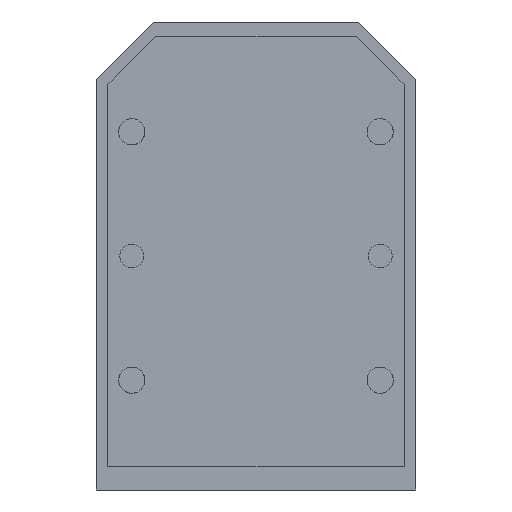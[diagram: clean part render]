
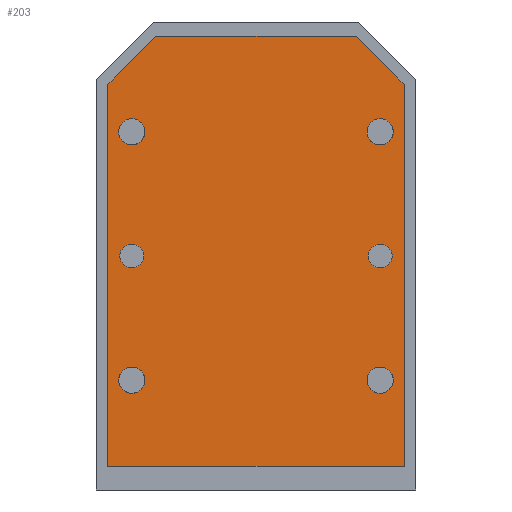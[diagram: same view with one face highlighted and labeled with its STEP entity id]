
A CAD part, left-side view. The second image highlights one B-rep face of the part: STEP entity #203.
In plain terms, the highlighted planar face has unit normal (-1, 0, 0).
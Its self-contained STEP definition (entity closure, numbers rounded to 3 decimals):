
#203 = ADVANCED_FACE( '', ( #514, #515, #516, #517, #518, #519, #520 ), #521, .F. );
#514 = FACE_BOUND( '', #1014, .T. );
#515 = FACE_BOUND( '', #1015, .T. );
#516 = FACE_BOUND( '', #1016, .T. );
#517 = FACE_BOUND( '', #1017, .T. );
#518 = FACE_BOUND( '', #1018, .T. );
#519 = FACE_BOUND( '', #1019, .T. );
#520 = FACE_OUTER_BOUND( '', #1020, .T. );
#521 = PLANE( '', #1021 );
#1014 = EDGE_LOOP( '', ( #1581 ) );
#1015 = EDGE_LOOP( '', ( #1582 ) );
#1016 = EDGE_LOOP( '', ( #1583 ) );
#1017 = EDGE_LOOP( '', ( #1584 ) );
#1018 = EDGE_LOOP( '', ( #1585 ) );
#1019 = EDGE_LOOP( '', ( #1586 ) );
#1020 = EDGE_LOOP( '', ( #1587, #1588, #1589, #1590, #1591, #1592 ) );
#1021 = AXIS2_PLACEMENT_3D( '', #1593, #1594, #1595 );
#1581 = ORIENTED_EDGE( '', *, *, #2383, .T. );
#1582 = ORIENTED_EDGE( '', *, *, #2381, .T. );
#1583 = ORIENTED_EDGE( '', *, *, #2309, .T. );
#1584 = ORIENTED_EDGE( '', *, *, #2384, .T. );
#1585 = ORIENTED_EDGE( '', *, *, #2379, .T. );
#1586 = ORIENTED_EDGE( '', *, *, #2385, .T. );
#1587 = ORIENTED_EDGE( '', *, *, #2341, .F. );
#1588 = ORIENTED_EDGE( '', *, *, #2386, .F. );
#1589 = ORIENTED_EDGE( '', *, *, #2387, .F. );
#1590 = ORIENTED_EDGE( '', *, *, #2388, .F. );
#1591 = ORIENTED_EDGE( '', *, *, #2389, .F. );
#1592 = ORIENTED_EDGE( '', *, *, #2390, .F. );
#1593 = CARTESIAN_POINT( '', ( -120., 31., 95. ) );
#1594 = DIRECTION( '', ( 1., 0., 0. ) );
#1595 = DIRECTION( '', ( 0., -0.707, 0.707 ) );
#2309 = EDGE_CURVE( '', #2645, #2645, #2646, .T. );
#2341 = EDGE_CURVE( '', #2694, #2696, #2697, .T. );
#2379 = EDGE_CURVE( '', #2759, #2759, #2760, .T. );
#2381 = EDGE_CURVE( '', #2762, #2762, #2763, .T. );
#2383 = EDGE_CURVE( '', #2765, #2765, #2766, .T. );
#2384 = EDGE_CURVE( '', #2767, #2767, #2768, .T. );
#2385 = EDGE_CURVE( '', #2769, #2769, #2770, .T. );
#2386 = EDGE_CURVE( '', #2771, #2694, #2772, .T. );
#2387 = EDGE_CURVE( '', #2773, #2771, #2774, .T. );
#2388 = EDGE_CURVE( '', #2775, #2773, #2776, .T. );
#2389 = EDGE_CURVE( '', #2777, #2775, #2778, .T. );
#2390 = EDGE_CURVE( '', #2696, #2777, #2779, .T. );
#2645 = VERTEX_POINT( '', #3118 );
#2646 = CIRCLE( '', #3119, 2.75 );
#2694 = VERTEX_POINT( '', #3170 );
#2696 = VERTEX_POINT( '', #3173 );
#2697 = LINE( '', #3174, #3175 );
#2759 = VERTEX_POINT( '', #3251 );
#2760 = CIRCLE( '', #3252, 2.75 );
#2762 = VERTEX_POINT( '', #3254 );
#2763 = CIRCLE( '', #3255, 2.51 );
#2765 = VERTEX_POINT( '', #3257 );
#2766 = CIRCLE( '', #3258, 2.51 );
#2767 = VERTEX_POINT( '', #3259 );
#2768 = CIRCLE( '', #3260, 2.75 );
#2769 = VERTEX_POINT( '', #3261 );
#2770 = CIRCLE( '', #3262, 2.75 );
#2771 = VERTEX_POINT( '', #3263 );
#2772 = LINE( '', #3264, #3265 );
#2773 = VERTEX_POINT( '', #3266 );
#2774 = LINE( '', #3267, #3268 );
#2775 = VERTEX_POINT( '', #3269 );
#2776 = LINE( '', #3270, #3271 );
#2777 = VERTEX_POINT( '', #3272 );
#2778 = LINE( '', #3273, #3274 );
#2779 = LINE( '', #3275, #3276 );
#3118 = CARTESIAN_POINT( '', ( -120., 27.945, 24.945 ) );
#3119 = AXIS2_PLACEMENT_3D( '', #3647, #3648, #3649 );
#3170 = CARTESIAN_POINT( '', ( -120., 31., 5. ) );
#3173 = CARTESIAN_POINT( '', ( -120., 31., 85. ) );
#3174 = CARTESIAN_POINT( '', ( -120., 31., 5. ) );
#3175 = VECTOR( '', #3699, 1000. );
#3251 = CARTESIAN_POINT( '', ( -120., -24.055, 76.945 ) );
#3252 = AXIS2_PLACEMENT_3D( '', #3756, #3757, #3758 );
#3254 = CARTESIAN_POINT( '', ( -120., 27.775, 50.775 ) );
#3255 = AXIS2_PLACEMENT_3D( '', #3759, #3760, #3761 );
#3257 = CARTESIAN_POINT( '', ( -120., -24.225, 50.775 ) );
#3258 = AXIS2_PLACEMENT_3D( '', #3762, #3763, #3764 );
#3259 = CARTESIAN_POINT( '', ( -120., -24.055, 24.945 ) );
#3260 = AXIS2_PLACEMENT_3D( '', #3765, #3766, #3767 );
#3261 = CARTESIAN_POINT( '', ( -120., 27.945, 76.945 ) );
#3262 = AXIS2_PLACEMENT_3D( '', #3768, #3769, #3770 );
#3263 = CARTESIAN_POINT( '', ( -120., -31., 5. ) );
#3264 = CARTESIAN_POINT( '', ( -120., -31., 5. ) );
#3265 = VECTOR( '', #3771, 1000. );
#3266 = CARTESIAN_POINT( '', ( -120., -31., 85. ) );
#3267 = CARTESIAN_POINT( '', ( -120., -31., 85. ) );
#3268 = VECTOR( '', #3772, 1000. );
#3269 = CARTESIAN_POINT( '', ( -120., -21., 95. ) );
#3270 = CARTESIAN_POINT( '', ( -120., -21., 95. ) );
#3271 = VECTOR( '', #3773, 1000. );
#3272 = CARTESIAN_POINT( '', ( -120., 21., 95. ) );
#3273 = CARTESIAN_POINT( '', ( -120., 21., 95. ) );
#3274 = VECTOR( '', #3774, 1000. );
#3275 = CARTESIAN_POINT( '', ( -120., 31., 85. ) );
#3276 = VECTOR( '', #3775, 1000. );
#3647 = CARTESIAN_POINT( '', ( -120., 26., 23. ) );
#3648 = DIRECTION( '', ( 1., 0., 0. ) );
#3649 = DIRECTION( '', ( 0., 0.707, 0.707 ) );
#3699 = DIRECTION( '', ( 0., 0., 1. ) );
#3756 = CARTESIAN_POINT( '', ( -120., -26., 75. ) );
#3757 = DIRECTION( '', ( 1., 0., 0. ) );
#3758 = DIRECTION( '', ( 0., 0.707, 0.707 ) );
#3759 = CARTESIAN_POINT( '', ( -120., 26., 49. ) );
#3760 = DIRECTION( '', ( 1., 0., 0. ) );
#3761 = DIRECTION( '', ( 0., 0.707, 0.707 ) );
#3762 = CARTESIAN_POINT( '', ( -120., -26., 49. ) );
#3763 = DIRECTION( '', ( 1., 0., 0. ) );
#3764 = DIRECTION( '', ( 0., 0.707, 0.707 ) );
#3765 = CARTESIAN_POINT( '', ( -120., -26., 23. ) );
#3766 = DIRECTION( '', ( 1., 0., 0. ) );
#3767 = DIRECTION( '', ( 0., 0.707, 0.707 ) );
#3768 = CARTESIAN_POINT( '', ( -120., 26., 75. ) );
#3769 = DIRECTION( '', ( 1., 0., 0. ) );
#3770 = DIRECTION( '', ( 0., 0.707, 0.707 ) );
#3771 = DIRECTION( '', ( 0., 1., 0. ) );
#3772 = DIRECTION( '', ( 0., 0., -1. ) );
#3773 = DIRECTION( '', ( 0., -0.707, -0.707 ) );
#3774 = DIRECTION( '', ( 0., -1., 0. ) );
#3775 = DIRECTION( '', ( 0., -0.707, 0.707 ) );
